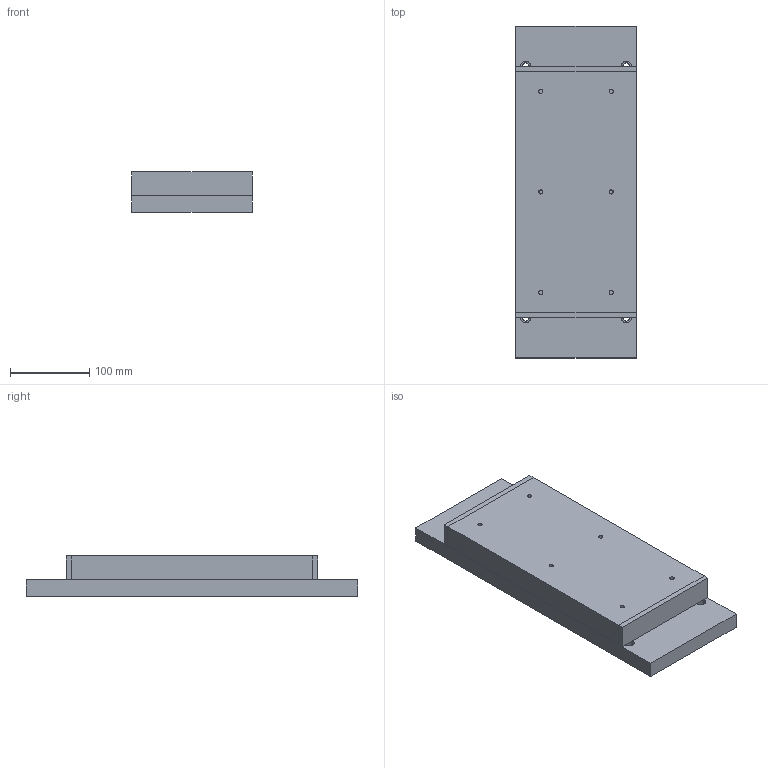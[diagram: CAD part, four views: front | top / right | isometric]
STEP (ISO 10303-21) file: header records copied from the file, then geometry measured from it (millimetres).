
FILE_DESCRIPTION((''),'2;1');
FILE_NAME('FAC6-12-4.stp','2004-01-29T23:17:09',('Owner'),(''),'Autodesk Inventor (tm) 5.3','Autodesk Inventor (tm) 5.3','');
FILE_SCHEMA(('CONFIG_CONTROL_DESIGN'));
Length unit declared in the file: inch
Products named in the file (8): FAC6-12-4; FAC6-12-4 BOTTOM-BASE; FAC6-12-4 TOP-BASE; FAC6-12-4 RAIL-A; FAC6-12-4 RAIL-B; FAC6-12-4 RAIL-C; FAC6-12-4 RAIL-D; FAC6-12-4 END-PLATE
Assembly tree (8 placements, depth 2):
  FAC6-12-4
    FAC6-12-4 BOTTOM-BASE
    FAC6-12-4 TOP-BASE
    FAC6-12-4 RAIL-A
    FAC6-12-4 RAIL-B
    FAC6-12-4 RAIL-C
    FAC6-12-4 RAIL-D
    FAC6-12-4 END-PLATE  x2
Bounding box: 152.4 x 419.1 x 50.8 mm (x, y, z)
Volume: 2391564.1 mm3; surface area: 369150.6 mm2
Topology: 8 solids, 8 shells, 137 faces, 348 edges, 232 vertices
Faces by surface type: plane 105, bspline 32
Entity records: 5434 total; most frequent: CARTESIAN_POINT 1195, ORIENTED_EDGE 672, DIRECTION 622, EDGE_CURVE 336, VECTOR 280, LINE 280, VERTEX_POINT 224, AXIS2_PLACEMENT_3D 171
